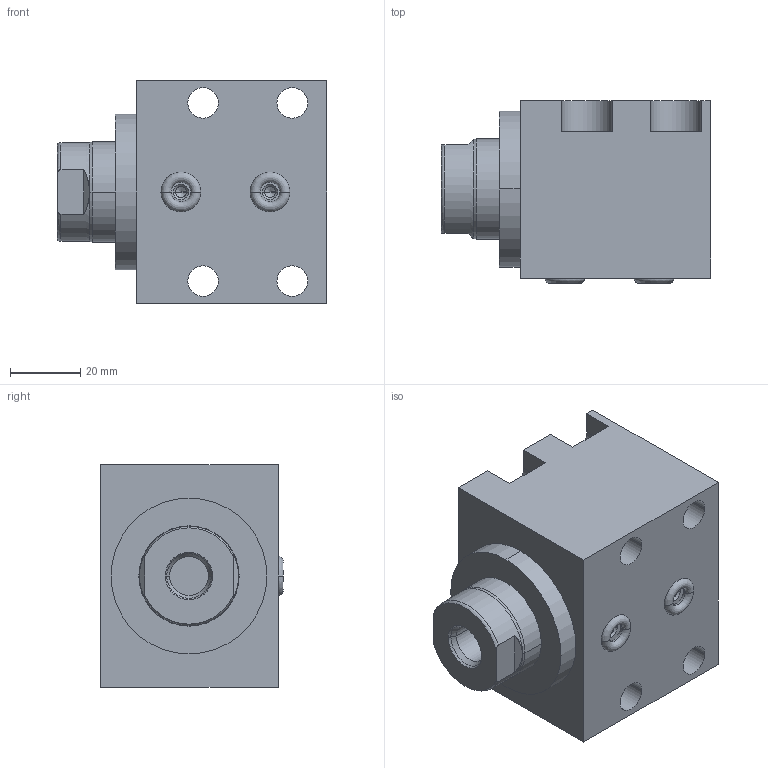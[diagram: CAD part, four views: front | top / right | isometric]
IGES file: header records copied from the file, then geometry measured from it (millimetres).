
Start section:  PTC IGES file: ilc21111500.igs
Global section: file name: ilc21111500.igs; native system: Pro/ENGINEER by Parametric Technology Corporation; preprocessor: 2007460; author: GLR; organization: Unknown; date: 20080513.164147; units: inch
Bounding box: 76.71 x 51.99 x 63.5 mm (x, y, z)
Surface area: 28346.1 mm2 (no closed solid volume)
Topology: 0 solids, 0 shells, 90 faces, 424 edges, 420 vertices
Faces by surface type: revolution 60, bspline 30
